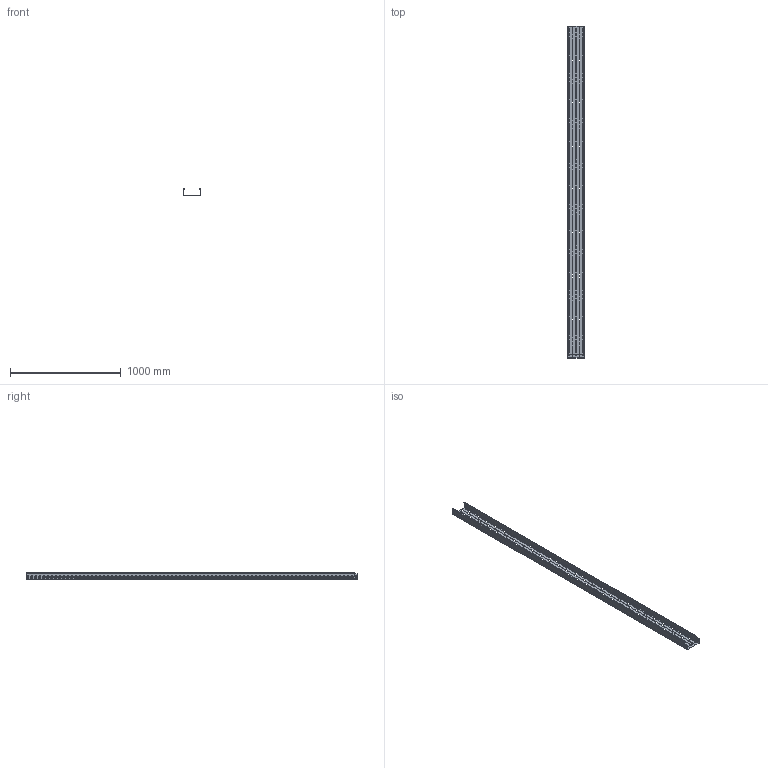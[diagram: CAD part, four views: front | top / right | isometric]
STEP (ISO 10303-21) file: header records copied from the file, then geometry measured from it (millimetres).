
FILE_DESCRIPTION(/* description */ (''),/* implementation_level */ '2;1');
FILE_NAME(/* name */ 'KCJ KCOJ150H60 3.stp',/* time_stamp */ '2020-06-22T08:07:03+02:00',/* author */ ('stanislaw.luczak'),/* organization */ (''),/* preprocessor_version */ 'ST-DEVELOPER v18.1',/* originating_system */ 'Autodesk Inventor 2021',/* authorisation */ '');
FILE_SCHEMA (('AUTOMOTIVE_DESIGN { 1 0 10303 214 3 1 1 }'));
Products named in the file (1): 150H60N_KGJ_3M
Bounding box: 152 x 3000 x 60.97 mm (x, y, z)
Volume: 740994.8 mm3; surface area: 1528556.7 mm2
Topology: 1 solids, 1 shells, 3082 faces, 9215 edges, 6129 vertices
Faces by surface type: plane 1540, cylinder 1534, bspline 4, torus 4
Entity records: 107478 total; most frequent: CARTESIAN_POINT 18459, DIRECTION 18443, ORIENTED_EDGE 18430, EDGE_CURVE 9215, AXIS2_PLACEMENT_3D 6149, LINE 6145, VECTOR 6145, VERTEX_POINT 6129
